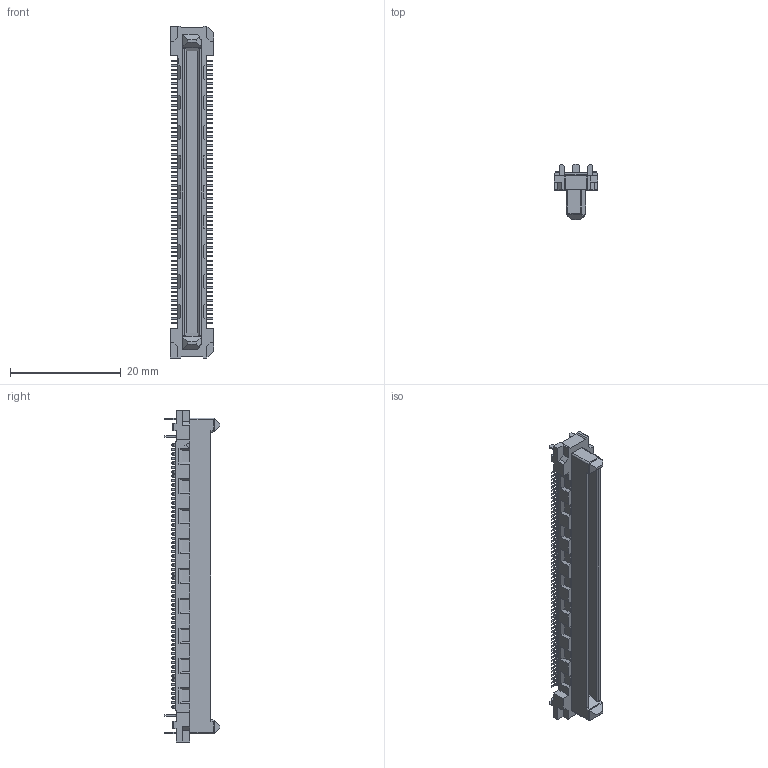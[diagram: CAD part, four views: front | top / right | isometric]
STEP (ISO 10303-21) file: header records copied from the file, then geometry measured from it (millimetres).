
FILE_DESCRIPTION(('CoCreate Modeling STEP Export'),'2;1');
FILE_NAME('FX18-120P-0.8SV.stp','2010-06-17T13:31:06',(''),(''),'CoCreate Modeling STEP processor for AP214 (Solid Model)','CoCreate Modeling 16.00B 02-Dec-2008 (C) Parametric Technology GmbH','');
FILE_SCHEMA(('AUTOMOTIVE_DESIGN { 1 0 10303 214 1 1 1 1 }'));
Products named in the file (1): FX18-120P-0.8SV
Bounding box: 7.8 x 10 x 59.9 mm (x, y, z)
Volume: 1137.5 mm3; surface area: 2365.1 mm2
Topology: 1 solids, 1 shells, 2756 faces, 7875 edges, 5242 vertices
Faces by surface type: plane 1760, cylinder 992, sphere 4
Entity records: 95706 total; most frequent: CARTESIAN_POINT 21733, ORIENTED_EDGE 15742, DIRECTION 15113, EDGE_CURVE 7871, VECTOR 5869, LINE 5869, VERTEX_POINT 5242, AXIS2_PLACEMENT_3D 4622
